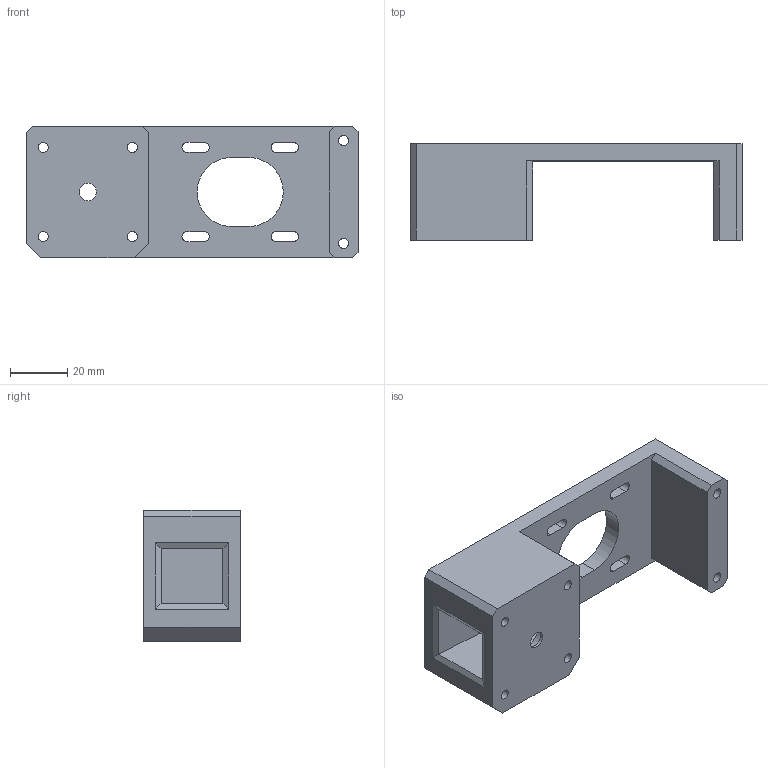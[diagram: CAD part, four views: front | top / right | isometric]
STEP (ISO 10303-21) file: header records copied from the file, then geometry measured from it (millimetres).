
FILE_DESCRIPTION(/* description */ (''),/* implementation_level */ '2;1');
FILE_NAME(/* name */ 'Component2.step',/* time_stamp */ '2021-12-27T11:05:31-06:00',/* author */ (''),/* organization */ (''),/* preprocessor_version */ 'ST-DEVELOPER v18.1',/* originating_system */ 'Autodesk Translation Framework v10.10.0.1391',/* authorisation */ '');
FILE_SCHEMA (('AUTOMOTIVE_DESIGN { 1 0 10303 214 3 1 1 }'));
Length unit declared in the file: millimetre
Products named in the file (1): FusionComponent
Bounding box: 115.5 x 33.5 x 45.8 mm (x, y, z)
Volume: 66368.3 mm3; surface area: 25918 mm2
Topology: 1 solids, 1 shells, 335 faces, 948 edges, 632 vertices
Faces by surface type: bspline 216, plane 93, cylinder 26
Full cylindrical faces by diameter (mm): 3.5 x6, 6 x2, 7 x6, 14 x2
Entity records: 11202 total; most frequent: CARTESIAN_POINT 3860, ORIENTED_EDGE 1896, EDGE_CURVE 948, DIRECTION 808, VERTEX_POINT 632, LINE 464, VECTOR 464, B_SPLINE_CURVE_WITH_KNOTS 432
